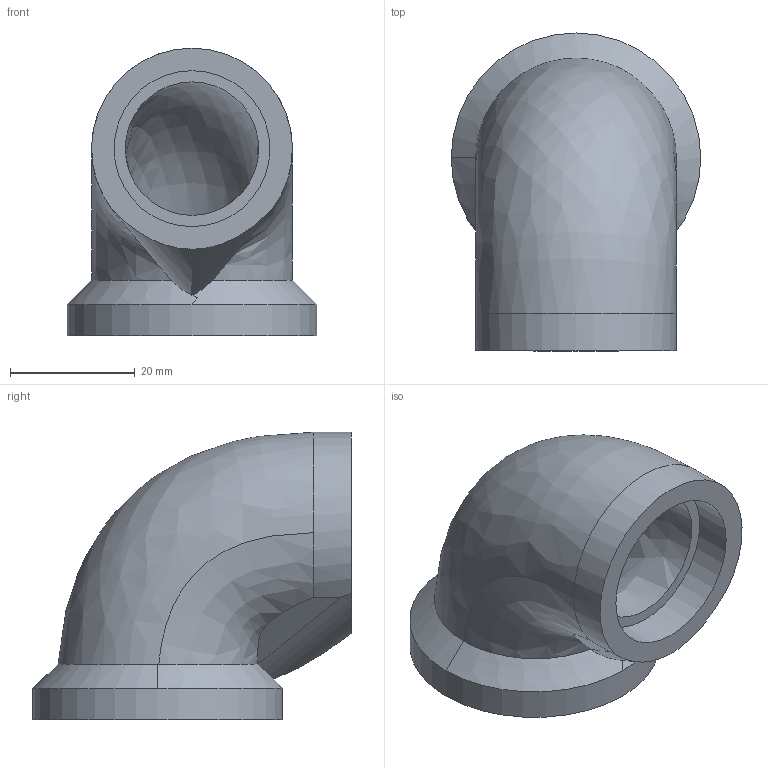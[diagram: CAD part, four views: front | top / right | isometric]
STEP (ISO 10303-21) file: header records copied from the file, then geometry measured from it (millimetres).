
FILE_DESCRIPTION(/* description */ (''),/* implementation_level */ '2;1');
FILE_NAME(/* name */ '3M 6000 Series Connector v3 v10.step',/* time_stamp */ '2021-11-11T21:00:25+01:00',/* author */ (''),/* organization */ (''),/* preprocessor_version */ 'ST-DEVELOPER v18.1',/* originating_system */ 'Autodesk Translation Framework v10.10.0.1391',/* authorisation */ '');
FILE_SCHEMA (('AUTOMOTIVE_DESIGN { 1 0 10303 214 3 1 1 }'));
Length unit declared in the file: millimetre
Products named in the file (2): 3M 6000 Series Connector v3; Sensor Connector
Assembly tree (1 placements, depth 2):
  3M 6000 Series Connector v3
    Sensor Connector
Bounding box: 40 x 51 x 46.1 mm (x, y, z)
Volume: 23492.2 mm3; surface area: 10773.1 mm2
Topology: 1 solids, 1 shells, 44 faces, 122 edges, 81 vertices
Faces by surface type: plane 20, bspline 18, cylinder 6
Full cylindrical faces by diameter (mm): 25 x1, 28 x1, 40 x1
Entity records: 2405 total; most frequent: CARTESIAN_POINT 1329, ORIENTED_EDGE 244, DIRECTION 168, EDGE_CURVE 122, VERTEX_POINT 81, AXIS2_PLACEMENT_3D 57, LINE 54, VECTOR 54
